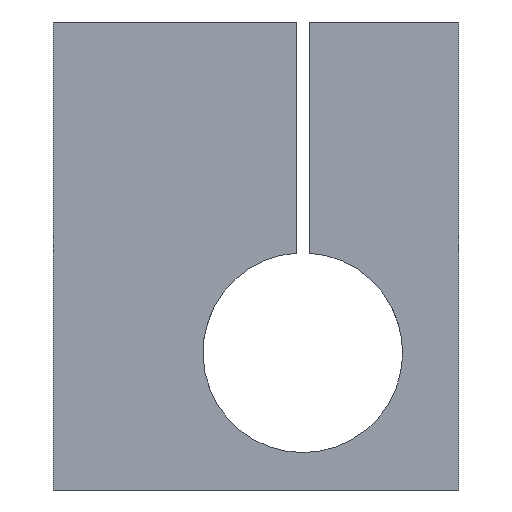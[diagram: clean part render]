
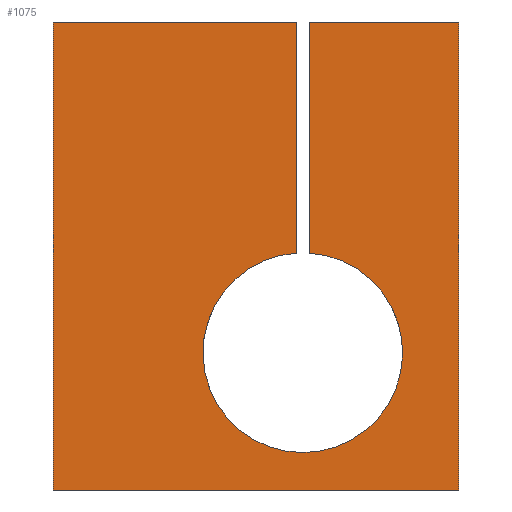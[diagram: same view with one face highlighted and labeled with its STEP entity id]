
A CAD part, left-side view. The second image highlights one B-rep face of the part: STEP entity #1075.
In plain terms, the highlighted planar face has unit normal (-1, 0, 0).
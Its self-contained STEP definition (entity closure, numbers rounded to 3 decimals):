
#4 = VECTOR ( 'NONE', #1388, 1000. ) ;
#7 = EDGE_LOOP ( 'NONE', ( #1402, #912, #1252, #1707, #1808, #190, #1209, #1493 ) ) ;
#24 = VECTOR ( 'NONE', #560, 1000. ) ;
#30 = VERTEX_POINT ( 'NONE', #342 ) ;
#52 = LINE ( 'NONE', #1547, #4 ) ;
#82 = CARTESIAN_POINT ( 'NONE',  ( -69.678, 65., -28.609 ) ) ;
#94 = LINE ( 'NONE', #1855, #416 ) ;
#125 = CARTESIAN_POINT ( 'NONE',  ( -69.678, 65., -28.609 ) ) ;
#190 = ORIENTED_EDGE ( 'NONE', *, *, #715, .T. ) ;
#281 = EDGE_CURVE ( 'NONE', #1526, #1088, #1705, .T. ) ;
#290 = CARTESIAN_POINT ( 'NONE',  ( -69.678, 24., 9.36 ) ) ;
#342 = CARTESIAN_POINT ( 'NONE',  ( -69.678, 0., -28.609 ) ) ;
#374 = VERTEX_POINT ( 'NONE', #82 ) ;
#397 = EDGE_CURVE ( 'NONE', #1088, #1953, #1884, .T. ) ;
#415 = DIRECTION ( 'NONE',  ( 0., 0., 1. ) ) ;
#416 = VECTOR ( 'NONE', #1214, 1000. ) ;
#534 = CARTESIAN_POINT ( 'NONE',  ( -69.678, 24., 6.162 ) ) ;
#560 = DIRECTION ( 'NONE',  ( 0., 0., 1. ) ) ;
#583 = DIRECTION ( 'NONE',  ( 1., 0., 0. ) ) ;
#597 = EDGE_CURVE ( 'NONE', #1534, #720, #52, .T. ) ;
#698 = CARTESIAN_POINT ( 'NONE',  ( -69.678, 65., 46.391 ) ) ;
#715 = EDGE_CURVE ( 'NONE', #30, #1953, #1278, .T. ) ;
#720 = VERTEX_POINT ( 'NONE', #1657 ) ;
#737 = EDGE_CURVE ( 'NONE', #374, #1730, #1703, .T. ) ;
#797 = LINE ( 'NONE', #125, #2016 ) ;
#846 = CARTESIAN_POINT ( 'NONE',  ( -69.678, 0., 46.391 ) ) ;
#872 = CIRCLE ( 'NONE', #1115, 16. ) ;
#904 = CARTESIAN_POINT ( 'NONE',  ( -69.678, 25., -6.609 ) ) ;
#912 = ORIENTED_EDGE ( 'NONE', *, *, #597, .F. ) ;
#915 = VECTOR ( 'NONE', #415, 1000. ) ;
#964 = VECTOR ( 'NONE', #1798, 1000. ) ;
#1058 = DIRECTION ( 'NONE',  ( 0., 0., 1. ) ) ;
#1075 = ADVANCED_FACE ( 'NONE', ( #1690 ), #1197, .F. ) ;
#1088 = VERTEX_POINT ( 'NONE', #1846 ) ;
#1090 = CARTESIAN_POINT ( 'NONE',  ( -69.678, 26., 46.391 ) ) ;
#1115 = AXIS2_PLACEMENT_3D ( 'NONE', #904, #2014, #1058 ) ;
#1151 = EDGE_CURVE ( 'NONE', #374, #30, #797, .T. ) ;
#1184 = CARTESIAN_POINT ( 'NONE',  ( -69.678, 0., -28.609 ) ) ;
#1197 = PLANE ( 'NONE',  #1451 ) ;
#1209 = ORIENTED_EDGE ( 'NONE', *, *, #397, .F. ) ;
#1214 = DIRECTION ( 'NONE',  ( 0., -1., 0. ) ) ;
#1216 = DIRECTION ( 'NONE',  ( 0., -1., 0. ) ) ;
#1252 = ORIENTED_EDGE ( 'NONE', *, *, #1440, .F. ) ;
#1278 = LINE ( 'NONE', #1184, #915 ) ;
#1335 = CARTESIAN_POINT ( 'NONE',  ( -69.678, 65., 46.391 ) ) ;
#1388 = DIRECTION ( 'NONE',  ( 0., 0., -1. ) ) ;
#1402 = ORIENTED_EDGE ( 'NONE', *, *, #1427, .F. ) ;
#1427 = EDGE_CURVE ( 'NONE', #720, #1526, #872, .T. ) ;
#1440 = EDGE_CURVE ( 'NONE', #1730, #1534, #94, .T. ) ;
#1451 = AXIS2_PLACEMENT_3D ( 'NONE', #1998, #583, #1676 ) ;
#1453 = VECTOR ( 'NONE', #1827, 1000. ) ;
#1493 = ORIENTED_EDGE ( 'NONE', *, *, #281, .F. ) ;
#1526 = VERTEX_POINT ( 'NONE', #290 ) ;
#1534 = VERTEX_POINT ( 'NONE', #1090 ) ;
#1547 = CARTESIAN_POINT ( 'NONE',  ( -69.678, 26., 6.162 ) ) ;
#1657 = CARTESIAN_POINT ( 'NONE',  ( -69.678, 26., 9.36 ) ) ;
#1676 = DIRECTION ( 'NONE',  ( 0., 0., -1. ) ) ;
#1690 = FACE_OUTER_BOUND ( 'NONE', #7, .T. ) ;
#1703 = LINE ( 'NONE', #1825, #24 ) ;
#1705 = LINE ( 'NONE', #534, #964 ) ;
#1707 = ORIENTED_EDGE ( 'NONE', *, *, #737, .F. ) ;
#1730 = VERTEX_POINT ( 'NONE', #698 ) ;
#1798 = DIRECTION ( 'NONE',  ( 0., 0., 1. ) ) ;
#1808 = ORIENTED_EDGE ( 'NONE', *, *, #1151, .T. ) ;
#1825 = CARTESIAN_POINT ( 'NONE',  ( -69.678, 65., -28.609 ) ) ;
#1827 = DIRECTION ( 'NONE',  ( 0., -1., 0. ) ) ;
#1846 = CARTESIAN_POINT ( 'NONE',  ( -69.678, 24., 46.391 ) ) ;
#1855 = CARTESIAN_POINT ( 'NONE',  ( -69.678, 65., 46.391 ) ) ;
#1884 = LINE ( 'NONE', #1335, #1453 ) ;
#1953 = VERTEX_POINT ( 'NONE', #846 ) ;
#1998 = CARTESIAN_POINT ( 'NONE',  ( -69.678, 65., -28.609 ) ) ;
#2014 = DIRECTION ( 'NONE',  ( -1., 0., 0. ) ) ;
#2016 = VECTOR ( 'NONE', #1216, 1000. ) ;
